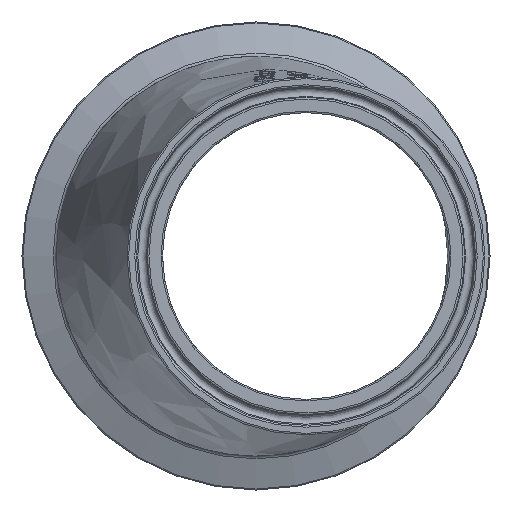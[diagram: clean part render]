
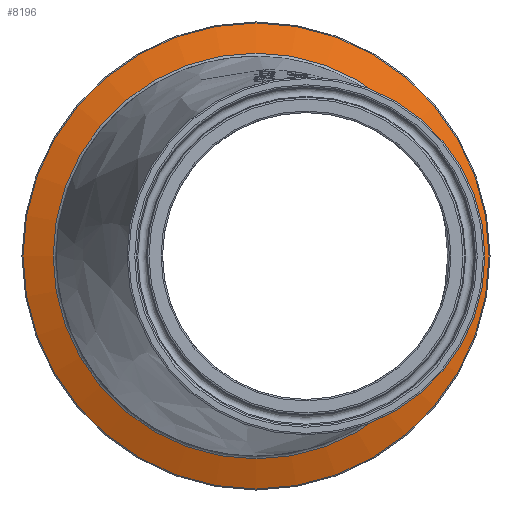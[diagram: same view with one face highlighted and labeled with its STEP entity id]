
A CAD part, left-side view. The second image highlights one B-rep face of the part: STEP entity #8196.
In plain terms, the highlighted conical face has half-angle 70 degrees and reference radius 55.131 mm.
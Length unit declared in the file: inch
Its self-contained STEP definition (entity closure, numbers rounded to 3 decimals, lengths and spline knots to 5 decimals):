
#16=CONICAL_SURFACE('',#8562,2.1705,70.);
#533=FACE_BOUND('',#2392,.T.);
#1868=FACE_OUTER_BOUND('',#2391,.T.);
#2391=EDGE_LOOP('',(#7608));
#2392=EDGE_LOOP('',(#7609));
#2528=CIRCLE('',#8561,2.33113);
#2529=CIRCLE('',#8563,2.02961);
#3966=VERTEX_POINT('',#18492);
#3967=VERTEX_POINT('',#18495);
#5187=EDGE_CURVE('',#3966,#3966,#2528,.T.);
#5188=EDGE_CURVE('',#3967,#3967,#2529,.T.);
#7608=ORIENTED_EDGE('',*,*,#5188,.F.);
#7609=ORIENTED_EDGE('',*,*,#5187,.F.);
#8196=ADVANCED_FACE('',(#1868,#533),#16,.T.);
#8561=AXIS2_PLACEMENT_3D('',#18493,#9679,#9680);
#8562=AXIS2_PLACEMENT_3D('',#18494,#9681,#9682);
#8563=AXIS2_PLACEMENT_3D('',#18496,#9683,#9684);
#9679=DIRECTION('center_axis',(1.,0.,0.));
#9680=DIRECTION('ref_axis',(0.,-1.,0.));
#9681=DIRECTION('center_axis',(1.,0.,0.));
#9682=DIRECTION('ref_axis',(0.,1.,0.));
#9683=DIRECTION('center_axis',(-1.,0.,0.));
#9684=DIRECTION('ref_axis',(0.,-1.,0.));
#18492=CARTESIAN_POINT('',(4.50941,2.83113,0.));
#18493=CARTESIAN_POINT('Origin',(4.50941,0.5,0.));
#18494=CARTESIAN_POINT('Origin',(4.45094,0.5,0.));
#18495=CARTESIAN_POINT('',(4.39966,2.52961,0.));
#18496=CARTESIAN_POINT('Origin',(4.39966,0.5,0.));
